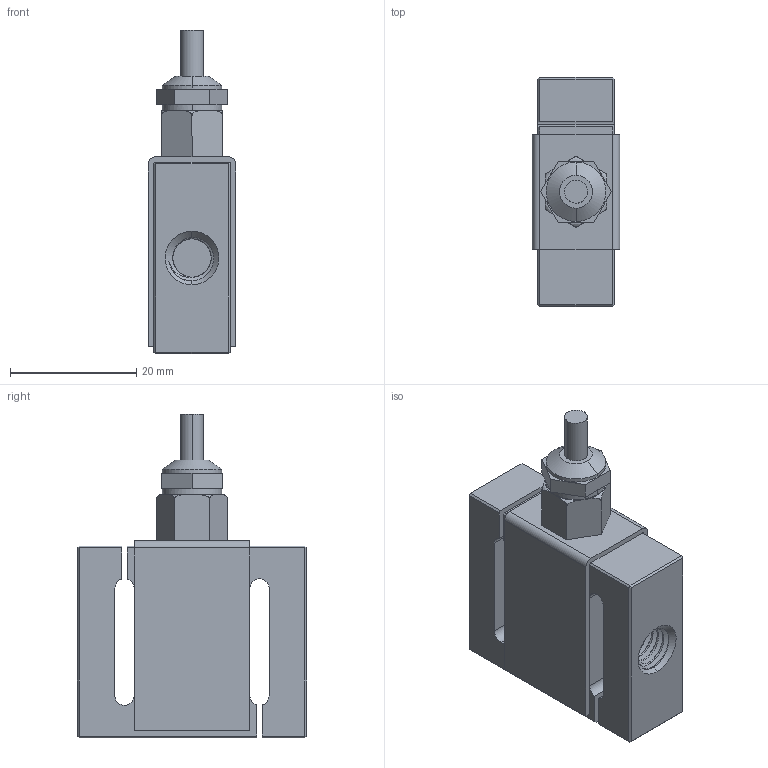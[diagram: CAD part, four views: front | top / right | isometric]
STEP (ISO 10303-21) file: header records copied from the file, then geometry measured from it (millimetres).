
FILE_DESCRIPTION(('FreeCAD Model'),'2;1');
FILE_NAME('Open CASCADE Shape Model','2025-05-05T04:55:06',('FreeCAD'),( 'FreeCAD'),'Open CASCADE STEP processor 7.6','FreeCAD','Unknown');
FILE_SCHEMA(('AUTOMOTIVE_DESIGN { 1 0 10303 214 1 1 1 1 }'));
Length unit declared in the file: millimetre
Products named in the file (1): Open CASCADE STEP translator 7.6 1
Bounding box: 13.84 x 36.29 x 51.22 mm (x, y, z)
Volume: 13527.1 mm3; surface area: 8266.4 mm2
Topology: 3 solids, 3 shells, 121 faces, 299 edges, 188 vertices
Faces by surface type: bspline 121
Entity records: 6964 total; most frequent: CARTESIAN_POINT 5183, ORIENTED_EDGE 598, EDGE_CURVE 299, B_SPLINE_CURVE_WITH_KNOTS 228, VERTEX_POINT 188, FACE_BOUND 129, EDGE_LOOP 129, ADVANCED_FACE 121
